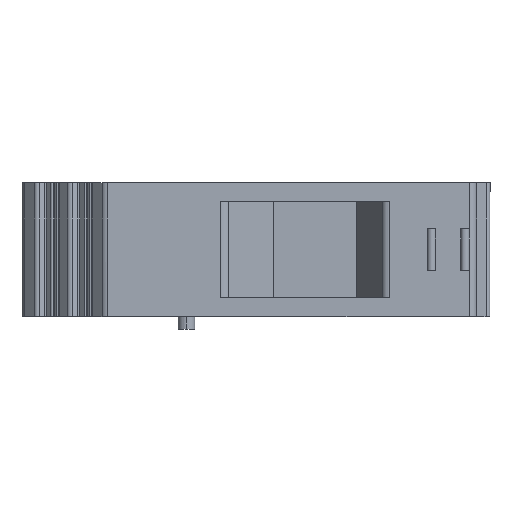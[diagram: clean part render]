
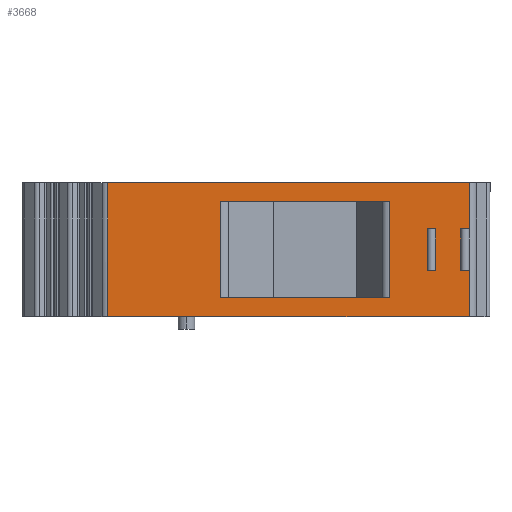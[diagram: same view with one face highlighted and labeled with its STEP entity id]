
A CAD part, left-side view. The second image highlights one B-rep face of the part: STEP entity #3668.
In plain terms, the highlighted planar face has unit normal (-1, 0, 0).
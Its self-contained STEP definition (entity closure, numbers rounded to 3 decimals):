
#396=CARTESIAN_POINT('',(-50.699,35.377,-16.));
#398=DIRECTION('',(0.,-1.,0.));
#399=VECTOR('',#398,86.27);
#400=CARTESIAN_POINT('',(-50.699,35.377,-16.));
#401=LINE('',#400,#399);
#787=DIRECTION('',(0.,0.,1.));
#788=VECTOR('',#787,11.);
#789=CARTESIAN_POINT('',(-50.696,-50.893,-16.));
#790=LINE('',#789,#788);
#795=DIRECTION('',(0.,0.,1.));
#796=VECTOR('',#795,11.);
#797=CARTESIAN_POINT('',(-50.695,-50.899,5.));
#798=LINE('',#797,#796);
#803=DIRECTION('',(-0.002,1.,0.));
#804=VECTOR('',#803,1.999);
#805=CARTESIAN_POINT('',(-50.695,-50.899,5.));
#806=LINE('',#805,#804);
#807=DIRECTION('',(0.,0.,-1.));
#808=VECTOR('',#807,10.);
#809=CARTESIAN_POINT('',(-50.7,-48.9,5.));
#810=LINE('',#809,#808);
#811=DIRECTION('',(0.002,-1.,0.));
#812=VECTOR('',#811,1.999);
#813=CARTESIAN_POINT('',(-50.7,-48.9,-5.));
#814=LINE('',#813,#812);
#815=DIRECTION('',(0.,-1.,0.));
#816=VECTOR('',#815,2.);
#817=CARTESIAN_POINT('',(-50.7,-40.9,-5.));
#818=LINE('',#817,#816);
#819=DIRECTION('',(0.,1.,0.));
#820=VECTOR('',#819,2.);
#821=CARTESIAN_POINT('',(-50.7,-42.9,5.));
#822=LINE('',#821,#820);
#823=DIRECTION('',(0.,0.,-1.));
#824=VECTOR('',#823,10.);
#825=CARTESIAN_POINT('',(-50.7,-40.9,5.));
#826=LINE('',#825,#824);
#827=DIRECTION('',(0.,-1.,0.));
#828=VECTOR('',#827,40.441);
#829=CARTESIAN_POINT('',(-50.7,8.6,-11.5));
#830=LINE('',#829,#828);
#1026=CARTESIAN_POINT('',(-50.696,-50.893,16.));
#1028=DIRECTION('',(0.,1.,0.));
#1029=VECTOR('',#1028,86.27);
#1030=CARTESIAN_POINT('',(-50.696,-50.893,16.));
#1031=LINE('',#1030,#1029);
#1416=DIRECTION('',(0.,0.,-1.));
#1417=VECTOR('',#1416,32.);
#1418=CARTESIAN_POINT('',(-50.699,35.377,16.));
#1419=LINE('',#1418,#1417);
#1876=DIRECTION('',(0.,0.,-1.));
#1877=VECTOR('',#1876,10.);
#1878=CARTESIAN_POINT('',(-50.7,-42.9,5.));
#1879=LINE('',#1878,#1877);
#1914=DIRECTION('',(0.,0.,1.));
#1915=VECTOR('',#1914,23.);
#1916=CARTESIAN_POINT('',(-50.7,8.6,-11.5));
#1917=LINE('',#1916,#1915);
#1922=DIRECTION('',(0.,-1.,0.));
#1923=VECTOR('',#1922,40.441);
#1924=CARTESIAN_POINT('',(-50.7,8.6,11.5));
#1925=LINE('',#1924,#1923);
#1944=DIRECTION('',(0.,0.,-1.));
#1945=VECTOR('',#1944,23.);
#1946=CARTESIAN_POINT('',(-50.7,-31.841,11.5));
#1947=LINE('',#1946,#1945);
#2248=VERTEX_POINT('',#396);
#2249=CARTESIAN_POINT('',(-50.696,-50.893,-16.));
#2250=VERTEX_POINT('',#2249);
#2464=VERTEX_POINT('',#1026);
#2465=CARTESIAN_POINT('',(-50.699,35.377,16.));
#2466=VERTEX_POINT('',#2465);
#2604=CARTESIAN_POINT('',(-50.695,-50.899,-5.));
#2605=VERTEX_POINT('',#2604);
#2606=CARTESIAN_POINT('',(-50.695,-50.899,5.));
#2607=VERTEX_POINT('',#2606);
#2608=CARTESIAN_POINT('',(-50.7,-48.9,5.));
#2609=VERTEX_POINT('',#2608);
#2610=CARTESIAN_POINT('',(-50.7,-48.9,-5.));
#2611=VERTEX_POINT('',#2610);
#2612=CARTESIAN_POINT('',(-50.7,-40.9,-5.));
#2613=CARTESIAN_POINT('',(-50.7,-42.9,-5.));
#2614=VERTEX_POINT('',#2612);
#2615=VERTEX_POINT('',#2613);
#2616=CARTESIAN_POINT('',(-50.7,-42.9,5.));
#2617=VERTEX_POINT('',#2616);
#2618=CARTESIAN_POINT('',(-50.7,-40.9,5.));
#2619=VERTEX_POINT('',#2618);
#2620=CARTESIAN_POINT('',(-50.7,8.6,-11.5));
#2621=CARTESIAN_POINT('',(-50.7,-31.841,-11.5));
#2622=VERTEX_POINT('',#2620);
#2623=VERTEX_POINT('',#2621);
#2624=CARTESIAN_POINT('',(-50.7,-31.841,11.5));
#2625=VERTEX_POINT('',#2624);
#2626=CARTESIAN_POINT('',(-50.7,8.6,11.5));
#2627=VERTEX_POINT('',#2626);
#3628=CARTESIAN_POINT('',(-50.7,35.372,-16.));
#3629=DIRECTION('',(-1.,0.,0.));
#3630=DIRECTION('',(0.,-1.,0.));
#3631=AXIS2_PLACEMENT_3D('',#3628,#3629,#3630);
#3632=PLANE('',#3631);
#3634=ORIENTED_EDGE('',*,*,#3633,.F.);
#3635=ORIENTED_EDGE('',*,*,#3619,.F.);
#3637=ORIENTED_EDGE('',*,*,#3636,.T.);
#3639=ORIENTED_EDGE('',*,*,#3638,.T.);
#3641=ORIENTED_EDGE('',*,*,#3640,.T.);
#3642=ORIENTED_EDGE('',*,*,#3615,.F.);
#3643=ORIENTED_EDGE('',*,*,#2905,.F.);
#3645=ORIENTED_EDGE('',*,*,#3644,.F.);
#3646=EDGE_LOOP('',(#3634,#3635,#3637,#3639,#3641,#3642,#3643,#3645));
#3647=FACE_OUTER_BOUND('',#3646,.F.);
#3649=ORIENTED_EDGE('',*,*,#3648,.T.);
#3651=ORIENTED_EDGE('',*,*,#3650,.F.);
#3653=ORIENTED_EDGE('',*,*,#3652,.T.);
#3655=ORIENTED_EDGE('',*,*,#3654,.T.);
#3656=EDGE_LOOP('',(#3649,#3651,#3653,#3655));
#3657=FACE_BOUND('',#3656,.F.);
#3659=ORIENTED_EDGE('',*,*,#3658,.T.);
#3661=ORIENTED_EDGE('',*,*,#3660,.F.);
#3663=ORIENTED_EDGE('',*,*,#3662,.F.);
#3665=ORIENTED_EDGE('',*,*,#3664,.F.);
#3666=EDGE_LOOP('',(#3659,#3661,#3663,#3665));
#3667=FACE_BOUND('',#3666,.F.);
#2905=EDGE_CURVE('',#2248,#2250,#401,.T.);
#3615=EDGE_CURVE('',#2250,#2605,#790,.T.);
#3619=EDGE_CURVE('',#2607,#2464,#798,.T.);
#3633=EDGE_CURVE('',#2464,#2466,#1031,.T.);
#3636=EDGE_CURVE('',#2607,#2609,#806,.T.);
#3638=EDGE_CURVE('',#2609,#2611,#810,.T.);
#3640=EDGE_CURVE('',#2611,#2605,#814,.T.);
#3644=EDGE_CURVE('',#2466,#2248,#1419,.T.);
#3648=EDGE_CURVE('',#2614,#2615,#818,.T.);
#3650=EDGE_CURVE('',#2617,#2615,#1879,.T.);
#3652=EDGE_CURVE('',#2617,#2619,#822,.T.);
#3654=EDGE_CURVE('',#2619,#2614,#826,.T.);
#3658=EDGE_CURVE('',#2622,#2623,#830,.T.);
#3660=EDGE_CURVE('',#2625,#2623,#1947,.T.);
#3662=EDGE_CURVE('',#2627,#2625,#1925,.T.);
#3664=EDGE_CURVE('',#2622,#2627,#1917,.T.);
#3668=ADVANCED_FACE('',(#3647,#3657,#3667),#3632,.T.);
